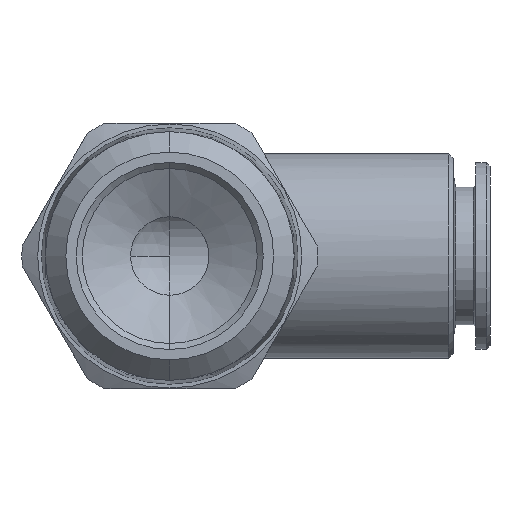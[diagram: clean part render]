
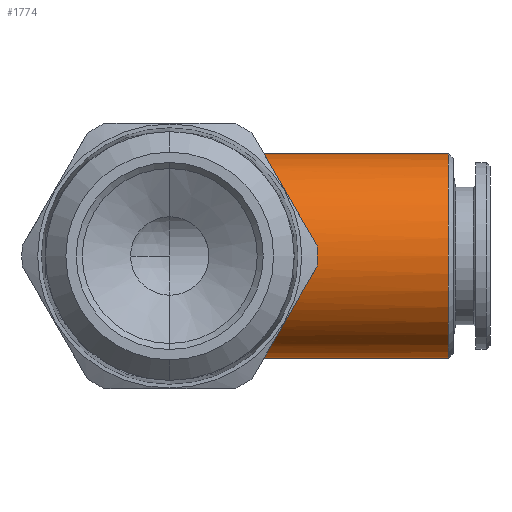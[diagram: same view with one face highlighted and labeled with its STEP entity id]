
A CAD part, front view. The second image highlights one B-rep face of the part: STEP entity #1774.
In plain terms, the highlighted cylindrical face has radius 8.5 mm (diameter 17 mm), a partial arc.
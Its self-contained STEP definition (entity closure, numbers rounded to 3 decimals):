
#41 = CARTESIAN_POINT ( 'NONE',  ( 23.1, 0., 8.5 ) ) ;
#114 = B_SPLINE_CURVE_WITH_KNOTS ( 'NONE', 3,
 ( #2562, #3158, #493, #4156, #1432, #2320, #5085, #1893 ),
 .UNSPECIFIED., .F., .F.,
 ( 4, 2, 2, 4 ),
 ( 0.001, 0.001, 0.001, 0.002 ),
 .UNSPECIFIED. ) ;
#128 = CARTESIAN_POINT ( 'NONE',  ( 7.5, -4., 7.5 ) ) ;
#140 = CARTESIAN_POINT ( 'NONE',  ( 4.867, -4.517, -7.201 ) ) ;
#147 = ORIENTED_EDGE ( 'NONE', *, *, #2654, .T. ) ;
#160 = FACE_OUTER_BOUND ( 'NONE', #3246, .T. ) ;
#204 = LINE ( 'NONE', #1723, #3875 ) ;
#211 = CARTESIAN_POINT ( 'NONE',  ( 23.1, 0., -8.5 ) ) ;
#257 = CARTESIAN_POINT ( 'NONE',  ( 7.453, -4.248, 7.363 ) ) ;
#266 = CARTESIAN_POINT ( 'NONE',  ( 5., -4.5, 7.211 ) ) ;
#305 = EDGE_CURVE ( 'NONE', #2524, #1118, #1012, .T. ) ;
#435 = ORIENTED_EDGE ( 'NONE', *, *, #1538, .T. ) ;
#484 = LINE ( 'NONE', #1555, #5035 ) ;
#493 = CARTESIAN_POINT ( 'NONE',  ( 7.141, -4.485, -7.221 ) ) ;
#646 = CARTESIAN_POINT ( 'NONE',  ( 7.266, -4.429, 7.255 ) ) ;
#651 = DIRECTION ( 'NONE',  ( 1., 0., 0. ) ) ;
#677 = B_SPLINE_CURVE_WITH_KNOTS ( 'NONE', 3,
 ( #1546, #1137, #257, #3372, #646, #3082, #2183, #3513 ),
 .UNSPECIFIED., .F., .F.,
 ( 4, 2, 2, 4 ),
 ( 0.002, 0.002, 0.002, 0.002 ),
 .UNSPECIFIED. ) ;
#711 = CARTESIAN_POINT ( 'NONE',  ( 4.868, -4.517, 7.201 ) ) ;
#850 = CARTESIAN_POINT ( 'NONE',  ( 7.5, 0., 0. ) ) ;
#910 = CARTESIAN_POINT ( 'NONE',  ( 4.806, -4.539, 7.187 ) ) ;
#922 = CARTESIAN_POINT ( 'NONE',  ( 4.806, -4.539, -7.187 ) ) ;
#1012 = CIRCLE ( 'NONE', #3704, 8.5 ) ;
#1042 = VERTEX_POINT ( 'NONE', #4919 ) ;
#1118 = VERTEX_POINT ( 'NONE', #41 ) ;
#1137 = CARTESIAN_POINT ( 'NONE',  ( 7.5, -4.124, 7.434 ) ) ;
#1288 = ORIENTED_EDGE ( 'NONE', *, *, #305, .T. ) ;
#1332 = VERTEX_POINT ( 'NONE', #128 ) ;
#1351 = DIRECTION ( 'NONE',  ( 0., -1., 0. ) ) ;
#1386 = CARTESIAN_POINT ( 'NONE',  ( 0., 0., 0. ) ) ;
#1432 = CARTESIAN_POINT ( 'NONE',  ( 7.32, -4.389, -7.279 ) ) ;
#1445 = VERTEX_POINT ( 'NONE', #266 ) ;
#1538 = EDGE_CURVE ( 'NONE', #5242, #2833, #114, .T. ) ;
#1546 = CARTESIAN_POINT ( 'NONE',  ( 7.5, -4., 7.5 ) ) ;
#1555 = CARTESIAN_POINT ( 'NONE',  ( 0., 0., -8.5 ) ) ;
#1603 = VERTEX_POINT ( 'NONE', #5155 ) ;
#1658 = EDGE_CURVE ( 'NONE', #4510, #2524, #484, .T. ) ;
#1664 = LINE ( 'NONE', #1924, #3312 ) ;
#1723 = CARTESIAN_POINT ( 'NONE',  ( 0., 0., 8.5 ) ) ;
#1774 = ADVANCED_FACE ( 'NONE', ( #160 ), #3614, .T. ) ;
#1801 = DIRECTION ( 'NONE',  ( -1., 0., 0. ) ) ;
#1893 = CARTESIAN_POINT ( 'NONE',  ( 7.5, -4., -7.5 ) ) ;
#1924 = CARTESIAN_POINT ( 'NONE',  ( 0., -4.5, -7.211 ) ) ;
#1990 = VERTEX_POINT ( 'NONE', #2590 ) ;
#2020 = ORIENTED_EDGE ( 'NONE', *, *, #3658, .T. ) ;
#2039 = CARTESIAN_POINT ( 'NONE',  ( 7., -4.5, -7.211 ) ) ;
#2121 = ORIENTED_EDGE ( 'NONE', *, *, #3356, .T. ) ;
#2135 = VERTEX_POINT ( 'NONE', #3100 ) ;
#2174 = DIRECTION ( 'NONE',  ( 1., 0., 0. ) ) ;
#2183 = CARTESIAN_POINT ( 'NONE',  ( 7.071, -4.5, 7.211 ) ) ;
#2201 = CARTESIAN_POINT ( 'NONE',  ( 23.1, 0., 0. ) ) ;
#2238 = EDGE_CURVE ( 'NONE', #1042, #1118, #204, .T. ) ;
#2297 = CIRCLE ( 'NONE', #5295, 8.5 ) ;
#2320 = CARTESIAN_POINT ( 'NONE',  ( 7.454, -4.247, -7.364 ) ) ;
#2381 = CARTESIAN_POINT ( 'NONE',  ( 11.028, -10.415, -3.475 ) ) ;
#2462 = CARTESIAN_POINT ( 'NONE',  ( 4.836, -4.527, 7.194 ) ) ;
#2524 = VERTEX_POINT ( 'NONE', #211 ) ;
#2544 = CARTESIAN_POINT ( 'NONE',  ( 5., -4.5, 7.211 ) ) ;
#2562 = CARTESIAN_POINT ( 'NONE',  ( 7., -4.5, -7.211 ) ) ;
#2590 = CARTESIAN_POINT ( 'NONE',  ( 4.806, -4.539, -7.187 ) ) ;
#2654 = EDGE_CURVE ( 'NONE', #1042, #1332, #2705, .T. ) ;
#2705 = CIRCLE ( 'NONE', #2991, 8.5 ) ;
#2717 = DIRECTION ( 'NONE',  ( 1., 0., 0. ) ) ;
#2771 = AXIS2_PLACEMENT_3D ( 'NONE', #1386, #4117, #4572 ) ;
#2833 = VERTEX_POINT ( 'NONE', #3408 ) ;
#2845 = EDGE_CURVE ( 'NONE', #1445, #2135, #3619, .T. ) ;
#2849 = CARTESIAN_POINT ( 'NONE',  ( 5., -4.5, -7.211 ) ) ;
#2892 = CARTESIAN_POINT ( 'NONE',  ( 7.5, 0., 0. ) ) ;
#2991 = AXIS2_PLACEMENT_3D ( 'NONE', #850, #2717, #1351 ) ;
#3082 = CARTESIAN_POINT ( 'NONE',  ( 7.141, -4.485, 7.221 ) ) ;
#3100 = CARTESIAN_POINT ( 'NONE',  ( 4.806, -4.539, 7.187 ) ) ;
#3157 = CARTESIAN_POINT ( 'NONE',  ( 4.836, -4.527, -7.195 ) ) ;
#3158 = CARTESIAN_POINT ( 'NONE',  ( 7.07, -4.5, -7.211 ) ) ;
#3246 = EDGE_LOOP ( 'NONE', ( #5301, #147, #5023, #4432, #4339, #2020, #4158, #2121, #435, #3275, #4397, #1288 ) ) ;
#3275 = ORIENTED_EDGE ( 'NONE', *, *, #4063, .T. ) ;
#3283 = CARTESIAN_POINT ( 'NONE',  ( 4.933, -4.503, -7.209 ) ) ;
#3312 = VECTOR ( 'NONE', #3744, 1000. ) ;
#3356 = EDGE_CURVE ( 'NONE', #1603, #5242, #1664, .T. ) ;
#3372 = CARTESIAN_POINT ( 'NONE',  ( 7.321, -4.389, 7.28 ) ) ;
#3408 = CARTESIAN_POINT ( 'NONE',  ( 7.5, -4., -7.5 ) ) ;
#3410 = CARTESIAN_POINT ( 'NONE',  ( 7.5, 0., -8.5 ) ) ;
#3449 = CARTESIAN_POINT ( 'NONE',  ( 4.933, -4.503, 7.209 ) ) ;
#3482 = EDGE_CURVE ( 'NONE', #5634, #1445, #5775, .T. ) ;
#3513 = CARTESIAN_POINT ( 'NONE',  ( 7., -4.5, 7.211 ) ) ;
#3614 = CYLINDRICAL_SURFACE ( 'NONE', #2771, 8.5 ) ;
#3617 = VECTOR ( 'NONE', #4265, 1000. ) ;
#3619 = B_SPLINE_CURVE_WITH_KNOTS ( 'NONE', 3,
 ( #2544, #3877, #3449, #711, #2462, #5228 ),
 .UNSPECIFIED., .F., .F.,
 ( 4, 2, 4 ),
 ( 0.003, 0.003, 0.003 ),
 .UNSPECIFIED. ) ;
#3658 = EDGE_CURVE ( 'NONE', #2135, #1990, #4999, .T. ) ;
#3660 = CARTESIAN_POINT ( 'NONE',  ( 0., -4.5, 7.211 ) ) ;
#3704 = AXIS2_PLACEMENT_3D ( 'NONE', #2201, #1801, #4501 ) ;
#3744 = DIRECTION ( 'NONE',  ( 1., 0., 0. ) ) ;
#3875 = VECTOR ( 'NONE', #2174, 1000. ) ;
#3877 = CARTESIAN_POINT ( 'NONE',  ( 4.966, -4.5, 7.211 ) ) ;
#4063 = EDGE_CURVE ( 'NONE', #2833, #4510, #2297, .T. ) ;
#4099 = CARTESIAN_POINT ( 'NONE',  ( 4.806, -4.539, -7.187 ) ) ;
#4117 = DIRECTION ( 'NONE',  ( 1., 0., 0. ) ) ;
#4148 = EDGE_CURVE ( 'NONE', #1990, #1603, #5288, .T. ) ;
#4156 = CARTESIAN_POINT ( 'NONE',  ( 7.266, -4.429, -7.255 ) ) ;
#4158 = ORIENTED_EDGE ( 'NONE', *, *, #4148, .T. ) ;
#4218 = DIRECTION ( 'NONE',  ( 1., 0., 0. ) ) ;
#4265 = DIRECTION ( 'NONE',  ( -1., 0., 0. ) ) ;
#4339 = ORIENTED_EDGE ( 'NONE', *, *, #2845, .T. ) ;
#4397 = ORIENTED_EDGE ( 'NONE', *, *, #1658, .T. ) ;
#4432 = ORIENTED_EDGE ( 'NONE', *, *, #3482, .T. ) ;
#4501 = DIRECTION ( 'NONE',  ( 0., 0., 1. ) ) ;
#4510 = VERTEX_POINT ( 'NONE', #3410 ) ;
#4531 = EDGE_CURVE ( 'NONE', #1332, #5634, #677, .T. ) ;
#4572 = DIRECTION ( 'NONE',  ( 0., 0., -1. ) ) ;
#4919 = CARTESIAN_POINT ( 'NONE',  ( 7.5, 0., 8.5 ) ) ;
#4935 = CARTESIAN_POINT ( 'NONE',  ( 7., -4.5, 7.211 ) ) ;
#4999 =( BOUNDED_CURVE ( )  B_SPLINE_CURVE ( 3, ( #910, #5115, #2381, #4099 ),
 .UNSPECIFIED., .F., .F. ) 
 B_SPLINE_CURVE_WITH_KNOTS ( ( 4, 4 ),
 ( 5.276, 7.291 ),
 .UNSPECIFIED. ) 
 CURVE ( )  GEOMETRIC_REPRESENTATION_ITEM ( )  RATIONAL_B_SPLINE_CURVE ( ( 1., 0.689, 0.689, 1. ) ) 
 REPRESENTATION_ITEM ( '' )  );
#5023 = ORIENTED_EDGE ( 'NONE', *, *, #4531, .T. ) ;
#5035 = VECTOR ( 'NONE', #651, 1000. ) ;
#5085 = CARTESIAN_POINT ( 'NONE',  ( 7.5, -4.124, -7.434 ) ) ;
#5114 = DIRECTION ( 'NONE',  ( 0., -1., 0. ) ) ;
#5115 = CARTESIAN_POINT ( 'NONE',  ( 11.028, -10.415, 3.475 ) ) ;
#5129 = CARTESIAN_POINT ( 'NONE',  ( 4.967, -4.5, -7.211 ) ) ;
#5155 = CARTESIAN_POINT ( 'NONE',  ( 5., -4.5, -7.211 ) ) ;
#5228 = CARTESIAN_POINT ( 'NONE',  ( 4.806, -4.539, 7.187 ) ) ;
#5242 = VERTEX_POINT ( 'NONE', #2039 ) ;
#5288 = B_SPLINE_CURVE_WITH_KNOTS ( 'NONE', 3,
 ( #922, #3157, #140, #3283, #5129, #2849 ),
 .UNSPECIFIED., .F., .F.,
 ( 4, 2, 4 ),
 ( 0.001, 0.001, 0.001 ),
 .UNSPECIFIED. ) ;
#5295 = AXIS2_PLACEMENT_3D ( 'NONE', #2892, #4218, #5114 ) ;
#5301 = ORIENTED_EDGE ( 'NONE', *, *, #2238, .F. ) ;
#5634 = VERTEX_POINT ( 'NONE', #4935 ) ;
#5775 = LINE ( 'NONE', #3660, #3617 ) ;
